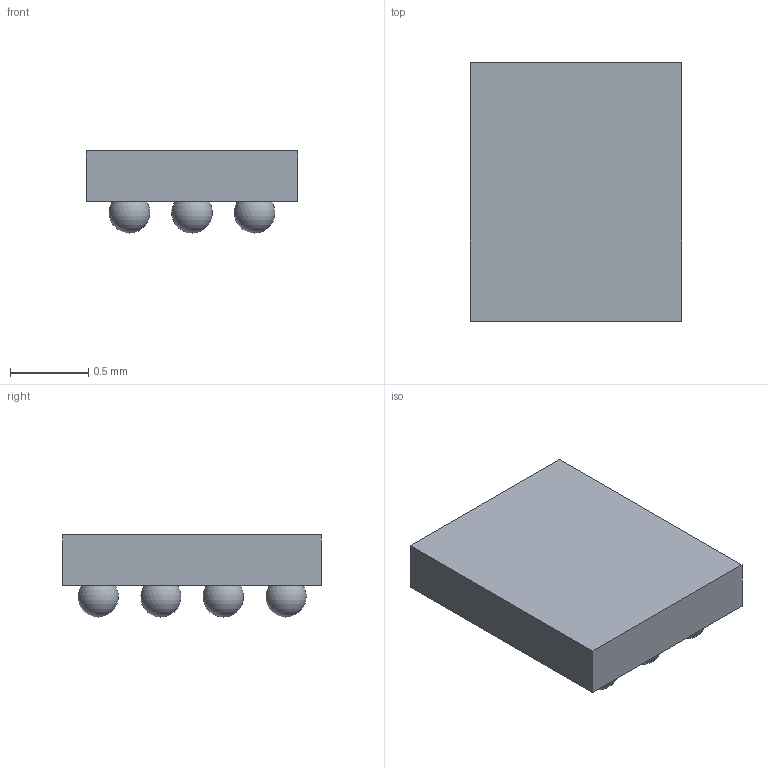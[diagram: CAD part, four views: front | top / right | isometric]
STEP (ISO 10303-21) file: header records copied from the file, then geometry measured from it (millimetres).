
FILE_DESCRIPTION(('FreeCAD Model'),'2;1');
FILE_NAME('NXP_WLCSP12.stp', '2019-05-31T04:55:47',('Author'),(''), 'Open CASCADE STEP processor 7.3','FreeCAD','Unknown');
FILE_SCHEMA(('AUTOMOTIVE_DESIGN { 1 0 10303 214 1 1 1 1 }'));
Length unit declared in the file: millimetre
Products named in the file (1): union
Bounding box: 1.35 x 1.65 x 0.53 mm (x, y, z)
Volume: 0.8 mm3; surface area: 7.9 mm2
Topology: 1 solids, 1 shells, 18 faces, 48 edges, 32 vertices
Faces by surface type: sphere 12, plane 6
Entity records: 1123 total; most frequent: DIRECTION 170, CARTESIAN_POINT 159, ORIENTED_EDGE 72, LINE 72, VECTOR 72, PCURVE 72, DEFINITIONAL_REPRESENTATION 72, AXIS2_PLACEMENT_3D 43
